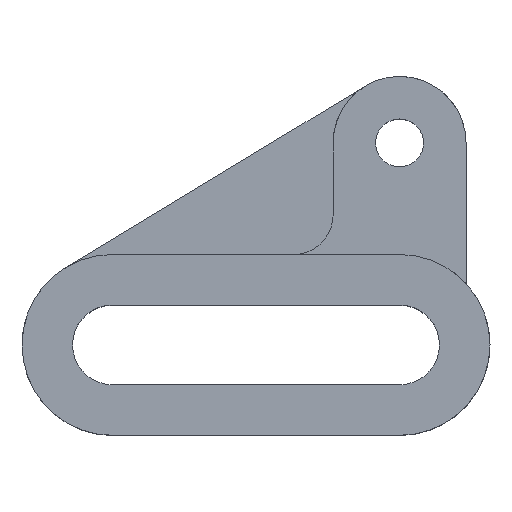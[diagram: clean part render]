
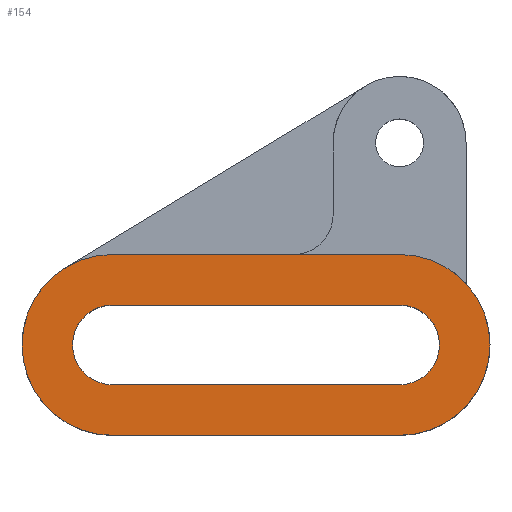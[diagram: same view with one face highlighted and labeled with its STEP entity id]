
A CAD part, top view. The second image highlights one B-rep face of the part: STEP entity #154.
In plain terms, the highlighted planar face has unit normal (0, 0, 1).
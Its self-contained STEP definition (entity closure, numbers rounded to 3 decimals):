
#8 = EDGE_CURVE ( 'NONE', #621, #494, #563, .T. ) ;
#11 = DIRECTION ( 'NONE',  ( -1., 0., 0. ) ) ;
#40 = CARTESIAN_POINT ( 'NONE',  ( 0., 0., 52. ) ) ;
#49 = VECTOR ( 'NONE', #552, 1000. ) ;
#53 = CARTESIAN_POINT ( 'NONE',  ( 0., 15., 52. ) ) ;
#69 = DIRECTION ( 'NONE',  ( 1., 0., 0. ) ) ;
#71 = AXIS2_PLACEMENT_3D ( 'NONE', #193, #203, #526 ) ;
#77 = AXIS2_PLACEMENT_3D ( 'NONE', #536, #704, #487 ) ;
#78 = CARTESIAN_POINT ( 'NONE',  ( 0., 34., 52. ) ) ;
#91 = AXIS2_PLACEMENT_3D ( 'NONE', #237, #172, #296 ) ;
#96 = CARTESIAN_POINT ( 'NONE',  ( 108., -15., 52. ) ) ;
#99 = EDGE_CURVE ( 'NONE', #259, #328, #715, .T. ) ;
#114 = EDGE_LOOP ( 'NONE', ( #516, #595, #585, #698, #502 ) ) ;
#120 = CIRCLE ( 'NONE', #447, 15. ) ;
#134 = CARTESIAN_POINT ( 'NONE',  ( 0., 0., 52. ) ) ;
#135 = ORIENTED_EDGE ( 'NONE', *, *, #337, .F. ) ;
#136 = CARTESIAN_POINT ( 'NONE',  ( -34., 0., 52. ) ) ;
#142 = PLANE ( 'NONE',  #71 ) ;
#154 = ADVANCED_FACE ( 'NONE', ( #232, #593 ), #142, .T. ) ;
#155 = DIRECTION ( 'NONE',  ( 1., 0., 0. ) ) ;
#172 = DIRECTION ( 'NONE',  ( 0., 0., 1. ) ) ;
#173 = AXIS2_PLACEMENT_3D ( 'NONE', #343, #291, #345 ) ;
#190 = EDGE_CURVE ( 'NONE', #250, #342, #582, .T. ) ;
#193 = CARTESIAN_POINT ( 'NONE',  ( 0., 0., 52. ) ) ;
#194 = EDGE_CURVE ( 'NONE', #297, #621, #453, .T. ) ;
#197 = AXIS2_PLACEMENT_3D ( 'NONE', #302, #685, #306 ) ;
#203 = DIRECTION ( 'NONE',  ( 0., 0., 1. ) ) ;
#221 = LINE ( 'NONE', #718, #49 ) ;
#229 = EDGE_CURVE ( 'NONE', #312, #389, #285, .T. ) ;
#232 = FACE_OUTER_BOUND ( 'NONE', #114, .T. ) ;
#237 = CARTESIAN_POINT ( 'NONE',  ( 108., 0., 52. ) ) ;
#250 = VERTEX_POINT ( 'NONE', #712 ) ;
#254 = CARTESIAN_POINT ( 'NONE',  ( 0., -34., 52. ) ) ;
#259 = VERTEX_POINT ( 'NONE', #590 ) ;
#285 = CIRCLE ( 'NONE', #470, 15. ) ;
#291 = DIRECTION ( 'NONE',  ( 0., 0., 1. ) ) ;
#294 = VECTOR ( 'NONE', #643, 1000. ) ;
#296 = DIRECTION ( 'NONE',  ( 1., 0., 0. ) ) ;
#297 = VERTEX_POINT ( 'NONE', #96 ) ;
#300 = CARTESIAN_POINT ( 'NONE',  ( 108., 15., 52. ) ) ;
#301 = CIRCLE ( 'NONE', #197, 34. ) ;
#302 = CARTESIAN_POINT ( 'NONE',  ( 0., 0., 52. ) ) ;
#304 = VECTOR ( 'NONE', #692, 1000. ) ;
#306 = DIRECTION ( 'NONE',  ( 1., 0., 0. ) ) ;
#312 = VERTEX_POINT ( 'NONE', #534 ) ;
#318 = VECTOR ( 'NONE', #11, 1000. ) ;
#328 = VERTEX_POINT ( 'NONE', #706 ) ;
#331 = CARTESIAN_POINT ( 'NONE',  ( 108., -34., 52. ) ) ;
#337 = EDGE_CURVE ( 'NONE', #389, #297, #221, .T. ) ;
#342 = VERTEX_POINT ( 'NONE', #331 ) ;
#343 = CARTESIAN_POINT ( 'NONE',  ( 0., 0., 52. ) ) ;
#345 = DIRECTION ( 'NONE',  ( 1., 0., 0. ) ) ;
#360 = CIRCLE ( 'NONE', #91, 34. ) ;
#363 = ORIENTED_EDGE ( 'NONE', *, *, #682, .F. ) ;
#389 = VERTEX_POINT ( 'NONE', #726 ) ;
#431 = DIRECTION ( 'NONE',  ( 0., 0., 1. ) ) ;
#432 = CIRCLE ( 'NONE', #173, 34. ) ;
#442 = ORIENTED_EDGE ( 'NONE', *, *, #194, .F. ) ;
#447 = AXIS2_PLACEMENT_3D ( 'NONE', #134, #639, #69 ) ;
#453 = CIRCLE ( 'NONE', #77, 15. ) ;
#470 = AXIS2_PLACEMENT_3D ( 'NONE', #40, #431, #155 ) ;
#487 = DIRECTION ( 'NONE',  ( 1., 0., 0. ) ) ;
#494 = VERTEX_POINT ( 'NONE', #53 ) ;
#502 = ORIENTED_EDGE ( 'NONE', *, *, #99, .T. ) ;
#504 = EDGE_CURVE ( 'NONE', #342, #259, #360, .T. ) ;
#516 = ORIENTED_EDGE ( 'NONE', *, *, #560, .T. ) ;
#526 = DIRECTION ( 'NONE',  ( 1., 0., 0. ) ) ;
#534 = CARTESIAN_POINT ( 'NONE',  ( -15., 0., 52. ) ) ;
#536 = CARTESIAN_POINT ( 'NONE',  ( 108., 0., 52. ) ) ;
#552 = DIRECTION ( 'NONE',  ( 1., 0., 0. ) ) ;
#557 = ORIENTED_EDGE ( 'NONE', *, *, #8, .F. ) ;
#560 = EDGE_CURVE ( 'NONE', #328, #666, #432, .T. ) ;
#563 = LINE ( 'NONE', #568, #318 ) ;
#568 = CARTESIAN_POINT ( 'NONE',  ( 0., 15., 52. ) ) ;
#582 = LINE ( 'NONE', #254, #294 ) ;
#585 = ORIENTED_EDGE ( 'NONE', *, *, #190, .T. ) ;
#590 = CARTESIAN_POINT ( 'NONE',  ( 108., 34., 52. ) ) ;
#593 = FACE_BOUND ( 'NONE', #649, .T. ) ;
#595 = ORIENTED_EDGE ( 'NONE', *, *, #687, .T. ) ;
#621 = VERTEX_POINT ( 'NONE', #300 ) ;
#639 = DIRECTION ( 'NONE',  ( 0., 0., 1. ) ) ;
#643 = DIRECTION ( 'NONE',  ( 1., 0., 0. ) ) ;
#649 = EDGE_LOOP ( 'NONE', ( #135, #677, #363, #557, #442 ) ) ;
#666 = VERTEX_POINT ( 'NONE', #136 ) ;
#677 = ORIENTED_EDGE ( 'NONE', *, *, #229, .F. ) ;
#682 = EDGE_CURVE ( 'NONE', #494, #312, #120, .T. ) ;
#685 = DIRECTION ( 'NONE',  ( 0., 0., 1. ) ) ;
#687 = EDGE_CURVE ( 'NONE', #666, #250, #301, .T. ) ;
#692 = DIRECTION ( 'NONE',  ( -1., 0., 0. ) ) ;
#698 = ORIENTED_EDGE ( 'NONE', *, *, #504, .T. ) ;
#704 = DIRECTION ( 'NONE',  ( 0., 0., 1. ) ) ;
#706 = CARTESIAN_POINT ( 'NONE',  ( 0., 34., 52. ) ) ;
#712 = CARTESIAN_POINT ( 'NONE',  ( 0., -34., 52. ) ) ;
#715 = LINE ( 'NONE', #78, #304 ) ;
#718 = CARTESIAN_POINT ( 'NONE',  ( 0., -15., 52. ) ) ;
#726 = CARTESIAN_POINT ( 'NONE',  ( 0., -15., 52. ) ) ;
